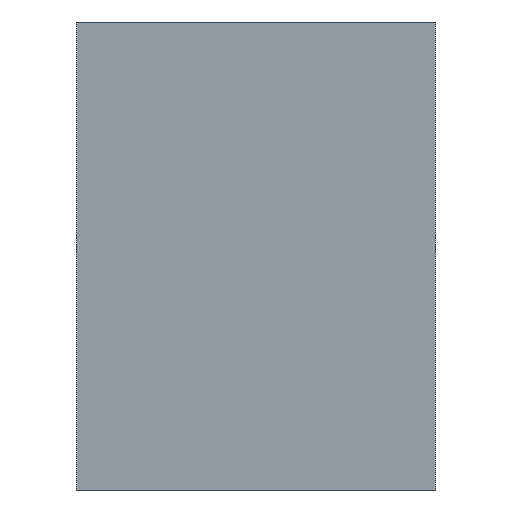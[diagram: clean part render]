
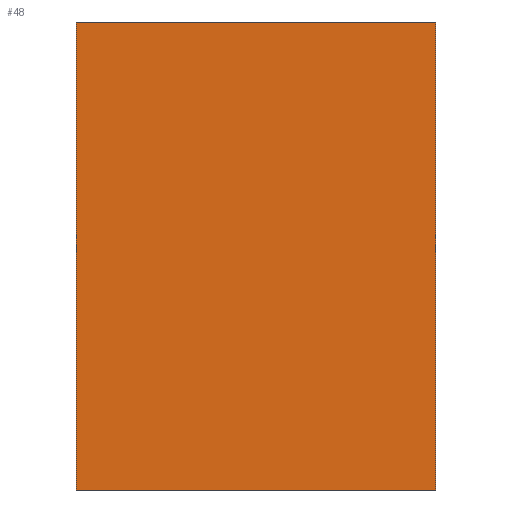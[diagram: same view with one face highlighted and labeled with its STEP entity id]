
A CAD part, left-side view. The second image highlights one B-rep face of the part: STEP entity #48.
In plain terms, the highlighted planar face has unit normal (-1, 0, 0).
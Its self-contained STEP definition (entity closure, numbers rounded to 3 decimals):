
#48 = ADVANCED_FACE( '', ( #99 ), #100, .F. );
#99 = FACE_OUTER_BOUND( '', #148, .T. );
#100 = PLANE( '', #149 );
#148 = EDGE_LOOP( '', ( #217, #218, #219, #220 ) );
#149 = AXIS2_PLACEMENT_3D( '', #221, #222, #223 );
#217 = ORIENTED_EDGE( '', *, *, #260, .T. );
#218 = ORIENTED_EDGE( '', *, *, #263, .F. );
#219 = ORIENTED_EDGE( '', *, *, #268, .F. );
#220 = ORIENTED_EDGE( '', *, *, #265, .T. );
#221 = CARTESIAN_POINT( '', ( -223., 21.5, 56. ) );
#222 = DIRECTION( '', ( 1., 0., 0. ) );
#223 = DIRECTION( '', ( 0., 1., 0. ) );
#260 = EDGE_CURVE( '', #299, #301, #303, .T. );
#263 = EDGE_CURVE( '', #305, #301, #307, .T. );
#265 = EDGE_CURVE( '', #309, #299, #310, .T. );
#268 = EDGE_CURVE( '', #309, #305, #313, .T. );
#299 = VERTEX_POINT( '', #349 );
#301 = VERTEX_POINT( '', #352 );
#303 = LINE( '', #355, #356 );
#305 = VERTEX_POINT( '', #358 );
#307 = LINE( '', #361, #362 );
#309 = VERTEX_POINT( '', #364 );
#310 = LINE( '', #365, #366 );
#313 = LINE( '', #370, #371 );
#349 = CARTESIAN_POINT( '', ( -223., 21.5, 0. ) );
#352 = CARTESIAN_POINT( '', ( -223., -21.5, 0. ) );
#355 = CARTESIAN_POINT( '', ( -223., 21.5, 0. ) );
#356 = VECTOR( '', #403, 1000. );
#358 = CARTESIAN_POINT( '', ( -223., -21.5, 56. ) );
#361 = CARTESIAN_POINT( '', ( -223., -21.5, 56. ) );
#362 = VECTOR( '', #405, 1000. );
#364 = CARTESIAN_POINT( '', ( -223., 21.5, 56. ) );
#365 = CARTESIAN_POINT( '', ( -223., 21.5, 56. ) );
#366 = VECTOR( '', #406, 1000. );
#370 = CARTESIAN_POINT( '', ( -223., 21.5, 56. ) );
#371 = VECTOR( '', #408, 1000. );
#403 = DIRECTION( '', ( 0., -1., 0. ) );
#405 = DIRECTION( '', ( 0., 0., -1. ) );
#406 = DIRECTION( '', ( 0., 0., -1. ) );
#408 = DIRECTION( '', ( 0., -1., 0. ) );
